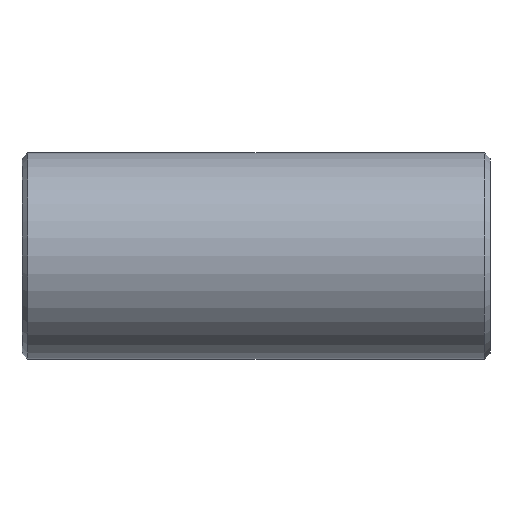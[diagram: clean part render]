
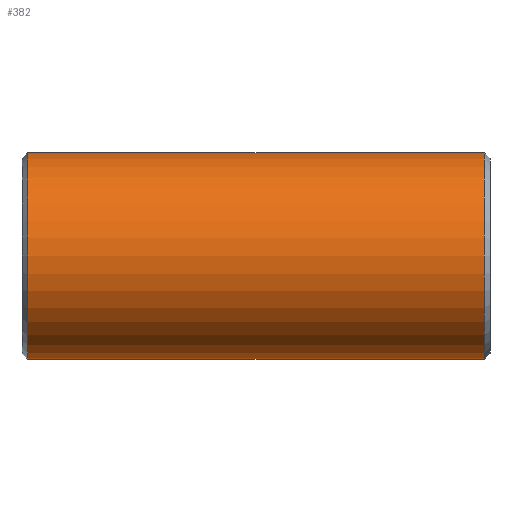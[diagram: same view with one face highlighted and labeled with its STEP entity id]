
A CAD part, front view. The second image highlights one B-rep face of the part: STEP entity #382.
In plain terms, the highlighted cylindrical face has radius 21.082 mm (diameter 42.164 mm), a partial arc.
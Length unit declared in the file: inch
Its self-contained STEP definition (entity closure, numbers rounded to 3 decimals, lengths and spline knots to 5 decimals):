
#22 = VECTOR ( 'NONE', #425, 39.37008 ) ;
#43 = DIRECTION ( 'NONE',  ( -1., 0., 0. ) ) ;
#115 = CARTESIAN_POINT ( 'NONE',  ( 1.83333, 0., -0.83 ) ) ;
#121 = VERTEX_POINT ( 'NONE', #215 ) ;
#128 = AXIS2_PLACEMENT_3D ( 'NONE', #573, #43, #281 ) ;
#137 = CARTESIAN_POINT ( 'NONE',  ( 1.88, 0., -0.83 ) ) ;
#179 = CIRCLE ( 'NONE', #744, 0.83 ) ;
#183 = LINE ( 'NONE', #137, #22 ) ;
#187 = DIRECTION ( 'NONE',  ( 0., 0., 1. ) ) ;
#189 = DIRECTION ( 'NONE',  ( -1., 0., 0. ) ) ;
#191 = LINE ( 'NONE', #668, #404 ) ;
#215 = CARTESIAN_POINT ( 'NONE',  ( 1.83333, 0., 0.83 ) ) ;
#217 = EDGE_LOOP ( 'NONE', ( #245, #645, #309, #574 ) ) ;
#234 = VERTEX_POINT ( 'NONE', #115 ) ;
#242 = DIRECTION ( 'NONE',  ( 1., 0., 0. ) ) ;
#245 = ORIENTED_EDGE ( 'NONE', *, *, #398, .F. ) ;
#246 = CYLINDRICAL_SURFACE ( 'NONE', #705, 0.83 ) ;
#281 = DIRECTION ( 'NONE',  ( 0., 0., -1. ) ) ;
#309 = ORIENTED_EDGE ( 'NONE', *, *, #727, .T. ) ;
#322 = VERTEX_POINT ( 'NONE', #608 ) ;
#362 = EDGE_CURVE ( 'NONE', #652, #322, #179, .T. ) ;
#382 = ADVANCED_FACE ( 'NONE', ( #413 ), #246, .T. ) ;
#398 = EDGE_CURVE ( 'NONE', #234, #322, #183, .T. ) ;
#404 = VECTOR ( 'NONE', #603, 39.37008 ) ;
#405 = CARTESIAN_POINT ( 'NONE',  ( -1.83333, 0., 0.83 ) ) ;
#413 = FACE_OUTER_BOUND ( 'NONE', #217, .T. ) ;
#425 = DIRECTION ( 'NONE',  ( -1., 0., 0. ) ) ;
#552 = CARTESIAN_POINT ( 'NONE',  ( -1.83333, 0., 0. ) ) ;
#570 = EDGE_CURVE ( 'NONE', #234, #121, #589, .T. ) ;
#573 = CARTESIAN_POINT ( 'NONE',  ( 1.83333, 0., 0. ) ) ;
#574 = ORIENTED_EDGE ( 'NONE', *, *, #362, .T. ) ;
#589 = CIRCLE ( 'NONE', #128, 0.83 ) ;
#603 = DIRECTION ( 'NONE',  ( -1., 0., 0. ) ) ;
#608 = CARTESIAN_POINT ( 'NONE',  ( -1.83333, 0., -0.83 ) ) ;
#645 = ORIENTED_EDGE ( 'NONE', *, *, #570, .T. ) ;
#652 = VERTEX_POINT ( 'NONE', #405 ) ;
#668 = CARTESIAN_POINT ( 'NONE',  ( 1.88, 0., 0.83 ) ) ;
#670 = DIRECTION ( 'NONE',  ( 0., 0., 1. ) ) ;
#705 = AXIS2_PLACEMENT_3D ( 'NONE', #728, #189, #187 ) ;
#727 = EDGE_CURVE ( 'NONE', #121, #652, #191, .T. ) ;
#728 = CARTESIAN_POINT ( 'NONE',  ( 1.88, 0., 0. ) ) ;
#744 = AXIS2_PLACEMENT_3D ( 'NONE', #552, #242, #670 ) ;
